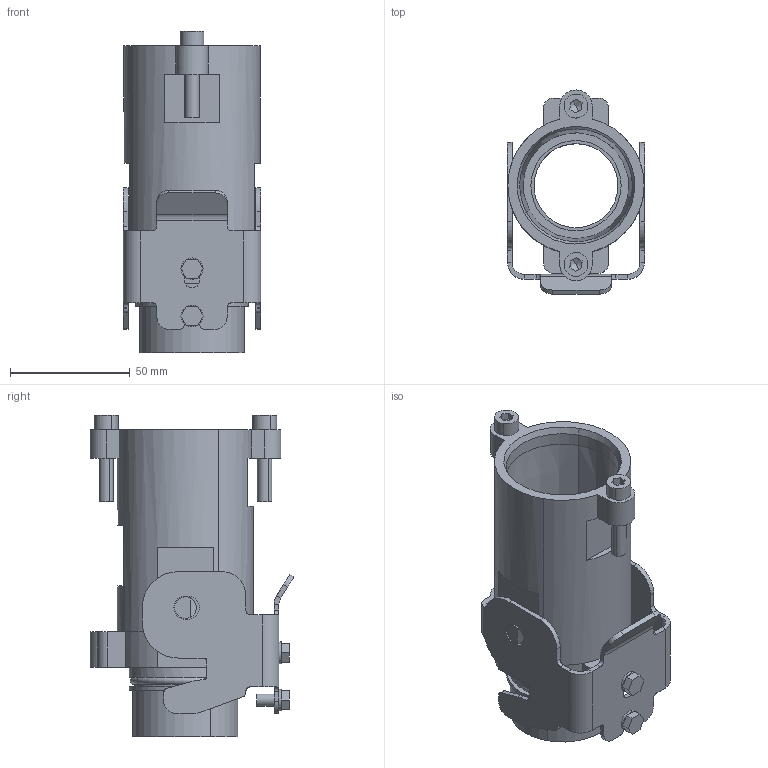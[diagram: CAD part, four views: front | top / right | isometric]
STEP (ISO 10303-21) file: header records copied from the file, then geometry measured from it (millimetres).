
FILE_DESCRIPTION(('CATIA V5 STEP Exchange','CAx-IF Rec.Pracs.--- Model Styling and Organization---1.4--- 2014-01-23'),'2;1');
FILE_NAME ('313254-1_0', '2021-09-16T12:26:03+00:00', ('none'), ('Weidmueller'), 'CATIA Version 5-6 Release 2016 SP3 HF44', 'CATIA V5 STEP AP214', 'none');
FILE_SCHEMA(('AUTOMOTIVE_DESIGN { 1 0 10303 214 1 1 1 1 }'));
Length unit declared in the file: millimetre
Products named in the file (1): 2568600000
Bounding box: 57.3 x 85 x 134 mm (x, y, z)
Volume: 133022.9 mm3; surface area: 65586.5 mm2
Topology: 10 solids, 10 shells, 441 faces, 1026 edges, 616 vertices
Faces by surface type: plane 153, bspline 144, cylinder 124, cone 16, torus 4
Entity records: 15518 total; most frequent: CARTESIAN_POINT 7234, ORIENTED_EDGE 2028, DIRECTION 1094, EDGE_CURVE 1014, VERTEX_POINT 616, EDGE_LOOP 482, AXIS2_PLACEMENT_3D 451, ADVANCED_FACE 441
